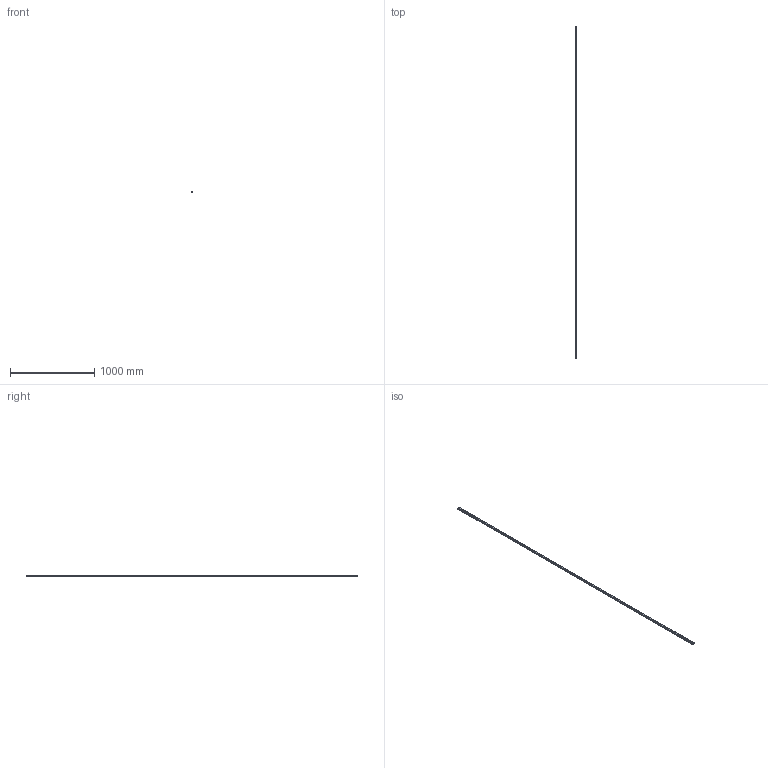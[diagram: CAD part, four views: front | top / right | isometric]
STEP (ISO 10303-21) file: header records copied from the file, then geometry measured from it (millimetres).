
FILE_DESCRIPTION(('STEP AP214'),'1');
FILE_NAME('cctmp_E255F3CD-F722-46CB-97D3-C5A1A16B59F8_2021_02_09_15_22_18_0946..stp','2021-02-09T14:22:19',('HIWIN GmbH'),('CADClick - www.CADClick.com'),'Spatial InterOp 3D',' ','unknown authorization');
FILE_SCHEMA(('AUTOMOTIVE_DESIGN'));
Length unit declared in the file: millimetre
Products named in the file (1): EGR25R3930C_FILE
Bounding box: 23 x 3930 x 18 mm (x, y, z)
Volume: 1351132.2 mm3; surface area: 365243.7 mm2
Topology: 1 solids, 1 shells, 897 faces, 2277 edges, 1518 vertices
Faces by surface type: plane 481, cylinder 416
Entity records: 34991 total; most frequent: DIRECTION 5433, CARTESIAN_POINT 4693, ORIENTED_EDGE 4554, EDGE_CURVE 2277, AXIS2_PLACEMENT_3D 2258, VERTEX_POINT 1518, CIRCLE 1096, EDGE_LOOP 1033
